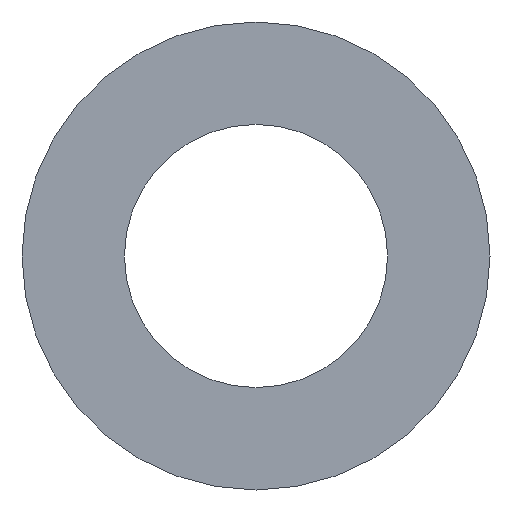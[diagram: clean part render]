
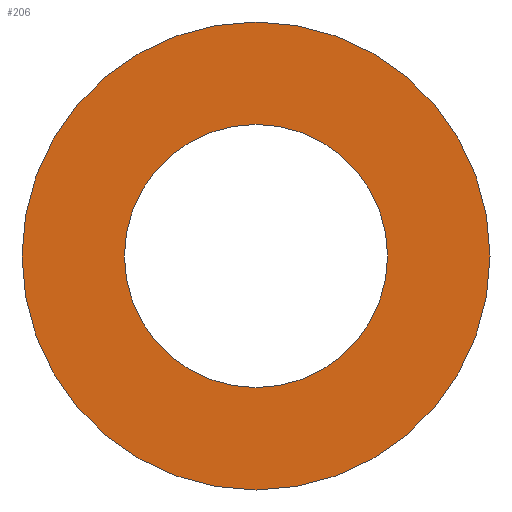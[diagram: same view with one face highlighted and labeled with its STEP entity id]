
A CAD part, front view. The second image highlights one B-rep face of the part: STEP entity #206.
In plain terms, the highlighted planar face has unit normal (0, -1, 0).
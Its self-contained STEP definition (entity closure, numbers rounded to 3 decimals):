
#3 = CARTESIAN_POINT ( 'NONE',  ( 0., 8.645, 0. ) ) ;
#7 = PLANE ( 'NONE',  #34 ) ;
#8 = EDGE_LOOP ( 'NONE', ( #200, #56 ) ) ;
#34 = AXIS2_PLACEMENT_3D ( 'NONE', #151, #152, #51 ) ;
#40 = CIRCLE ( 'NONE', #96, 8. ) ;
#42 = DIRECTION ( 'NONE',  ( 0., -1., 0. ) ) ;
#43 = DIRECTION ( 'NONE',  ( 0., 0., -1. ) ) ;
#46 = CARTESIAN_POINT ( 'NONE',  ( 0., 8.645, 0. ) ) ;
#50 = CARTESIAN_POINT ( 'NONE',  ( 0., 8.645, -8. ) ) ;
#51 = DIRECTION ( 'NONE',  ( 0., 0., 1. ) ) ;
#56 = ORIENTED_EDGE ( 'NONE', *, *, #119, .F. ) ;
#58 = CARTESIAN_POINT ( 'NONE',  ( 0., 8.645, 0. ) ) ;
#60 = DIRECTION ( 'NONE',  ( 0., 0., -1. ) ) ;
#69 = EDGE_CURVE ( 'NONE', #127, #207, #40, .T. ) ;
#71 = FACE_OUTER_BOUND ( 'NONE', #189, .T. ) ;
#73 = AXIS2_PLACEMENT_3D ( 'NONE', #101, #208, #117 ) ;
#77 = AXIS2_PLACEMENT_3D ( 'NONE', #46, #161, #60 ) ;
#78 = ORIENTED_EDGE ( 'NONE', *, *, #69, .T. ) ;
#86 = CIRCLE ( 'NONE', #77, 8. ) ;
#87 = ORIENTED_EDGE ( 'NONE', *, *, #116, .T. ) ;
#89 = EDGE_CURVE ( 'Gline2', #190, #197, #173, .T. ) ;
#93 = AXIS2_PLACEMENT_3D ( 'NONE', #3, #178, #43 ) ;
#96 = AXIS2_PLACEMENT_3D ( 'NONE', #58, #42, #203 ) ;
#101 = CARTESIAN_POINT ( 'NONE',  ( 0., 8.645, 0. ) ) ;
#116 = EDGE_CURVE ( 'NONE', #207, #127, #86, .T. ) ;
#117 = DIRECTION ( 'NONE',  ( 0., 0., -1. ) ) ;
#119 = EDGE_CURVE ( 'Gline2', #197, #190, #213, .T. ) ;
#127 = VERTEX_POINT ( 'NONE', #179 ) ;
#137 = CARTESIAN_POINT ( 'NONE',  ( 0., 8.645, 4.5 ) ) ;
#151 = CARTESIAN_POINT ( 'NONE',  ( -4.5, 8.645, 0. ) ) ;
#152 = DIRECTION ( 'NONE',  ( 0., 1., 0. ) ) ;
#160 = FACE_BOUND ( 'NONE', #8, .T. ) ;
#161 = DIRECTION ( 'NONE',  ( 0., -1., 0. ) ) ;
#166 = CARTESIAN_POINT ( 'NONE',  ( 0., 8.645, -4.5 ) ) ;
#173 = CIRCLE ( 'NONE', #93, 4.5 ) ;
#178 = DIRECTION ( 'NONE',  ( 0., -1., 0. ) ) ;
#179 = CARTESIAN_POINT ( 'NONE',  ( 0., 8.645, 8. ) ) ;
#189 = EDGE_LOOP ( 'NONE', ( #87, #78 ) ) ;
#190 = VERTEX_POINT ( 'NONE', #166 ) ;
#197 = VERTEX_POINT ( 'NONE', #137 ) ;
#200 = ORIENTED_EDGE ( 'NONE', *, *, #89, .F. ) ;
#203 = DIRECTION ( 'NONE',  ( 0., 0., -1. ) ) ;
#206 = ADVANCED_FACE ( 'Gface1', ( #160, #71 ), #7, .F. ) ;
#207 = VERTEX_POINT ( 'NONE', #50 ) ;
#208 = DIRECTION ( 'NONE',  ( 0., -1., 0. ) ) ;
#213 = CIRCLE ( 'NONE', #73, 4.5 ) ;
